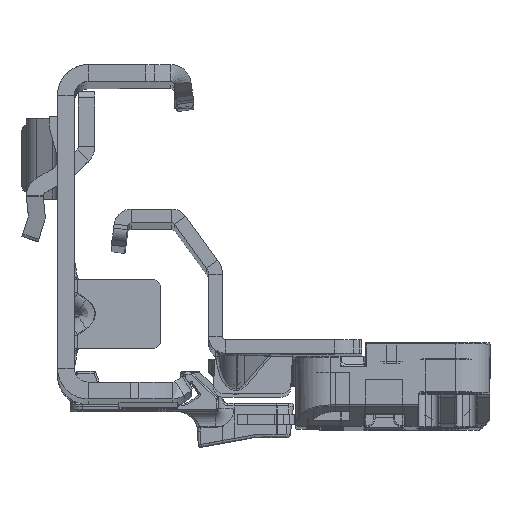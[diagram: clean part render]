
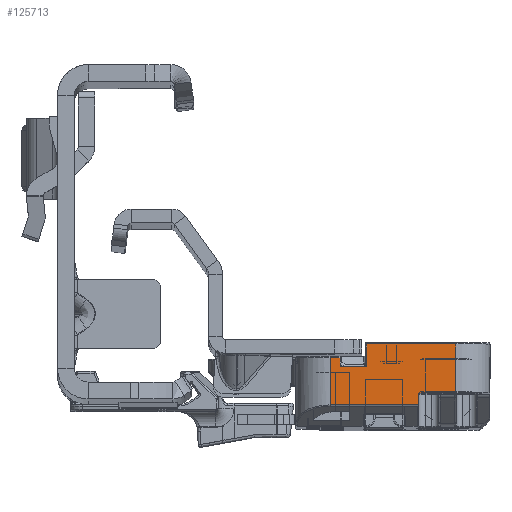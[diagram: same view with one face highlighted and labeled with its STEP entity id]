
A CAD part, top view. The second image highlights one B-rep face of the part: STEP entity #125713.
In plain terms, the highlighted face is planar.
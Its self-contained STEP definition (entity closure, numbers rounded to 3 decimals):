
#2288 = VERTEX_POINT ( 'NONE', #28362 ) ;
#2462 = CARTESIAN_POINT ( 'NONE',  ( -8.3, -5., -284.5 ) ) ;
#3201 = CARTESIAN_POINT ( 'NONE',  ( -8.273, -6.785, -284.5 ) ) ;
#3932 = EDGE_CURVE ( 'NONE', #96026, #80727, #43613, .T. ) ;
#4280 = LINE ( 'NONE', #43649, #66134 ) ;
#4370 = CARTESIAN_POINT ( 'NONE',  ( -8.273, -6.785, -284.5 ) ) ;
#6847 = LINE ( 'NONE', #123391, #66821 ) ;
#10405 = DIRECTION ( 'NONE',  ( 0., 1., 0. ) ) ;
#14442 = CARTESIAN_POINT ( 'NONE',  ( -8.3, -6.785, -284.5 ) ) ;
#18820 = CARTESIAN_POINT ( 'NONE',  ( -13.7, 2., -284.5 ) ) ;
#19285 = ORIENTED_EDGE ( 'NONE', *, *, #105382, .F. ) ;
#21967 = DIRECTION ( 'NONE',  ( 0., -1., 0. ) ) ;
#21994 = ORIENTED_EDGE ( 'NONE', *, *, #25367, .F. ) ;
#22981 = DIRECTION ( 'NONE',  ( 1., 0., 0. ) ) ;
#23007 = CARTESIAN_POINT ( 'NONE',  ( -0.75, -1.15, -284.5 ) ) ;
#25367 = EDGE_CURVE ( 'NONE', #112462, #97302, #109387, .T. ) ;
#26049 = CARTESIAN_POINT ( 'NONE',  ( 3.15, -1.15, -284.5 ) ) ;
#26245 = CARTESIAN_POINT ( 'NONE',  ( 4.6, 0.1, -284.5 ) ) ;
#27386 = CARTESIAN_POINT ( 'NONE',  ( -8.5, -5.2, -284.5 ) ) ;
#27957 = VECTOR ( 'NONE', #22981, 1000. ) ;
#28151 = CARTESIAN_POINT ( 'NONE',  ( -13.7, -5., -284.5 ) ) ;
#28362 = CARTESIAN_POINT ( 'NONE',  ( 3.15, 0.1, -284.5 ) ) ;
#29904 = ORIENTED_EDGE ( 'NONE', *, *, #51779, .T. ) ;
#31096 = VERTEX_POINT ( 'NONE', #63216 ) ;
#31556 = CARTESIAN_POINT ( 'NONE',  ( 19.8, 2.6, -284.5 ) ) ;
#32776 = DIRECTION ( 'NONE',  ( 1., 0., 0. ) ) ;
#33936 = ORIENTED_EDGE ( 'NONE', *, *, #99539, .T. ) ;
#33940 = VECTOR ( 'NONE', #21967, 1000. ) ;
#34154 = CARTESIAN_POINT ( 'NONE',  ( -8.291, -6.749, -284.5 ) ) ;
#34849 = VECTOR ( 'NONE', #60789, 1000. ) ;
#35060 = LINE ( 'NONE', #14442, #53336 ) ;
#38364 = DIRECTION ( 'NONE',  ( 1., 0., 0. ) ) ;
#38599 = EDGE_LOOP ( 'NONE', ( #47780, #107906, #66831, #19285, #123409, #29904, #109890, #58767, #21994, #55946, #59518, #33936 ) ) ;
#40609 = DIRECTION ( 'NONE',  ( 1., 0., 0. ) ) ;
#43613 = LINE ( 'NONE', #64229, #27957 ) ;
#43649 = CARTESIAN_POINT ( 'NONE',  ( -0.7, 2.1, -284.5 ) ) ;
#45123 = CARTESIAN_POINT ( 'NONE',  ( -13.7, 2.1, -284.5 ) ) ;
#45336 = CARTESIAN_POINT ( 'NONE',  ( 4.6, 0.1, -284.5 ) ) ;
#46006 = EDGE_CURVE ( 'NONE', #125493, #97302, #87869, .T. ) ;
#46686 = CARTESIAN_POINT ( 'NONE',  ( 3.15, 0.1, -284.5 ) ) ;
#46728 = DIRECTION ( 'NONE',  ( 0., 0., 1. ) ) ;
#46830 = VERTEX_POINT ( 'NONE', #4370 ) ;
#47780 = ORIENTED_EDGE ( 'NONE', *, *, #3932, .T. ) ;
#48907 = CARTESIAN_POINT ( 'NONE',  ( -8.5, -5., -284.5 ) ) ;
#49306 = VERTEX_POINT ( 'NONE', #78494 ) ;
#49851 = CARTESIAN_POINT ( 'NONE',  ( 4.6, -242.444, -284.5 ) ) ;
#51020 = CARTESIAN_POINT ( 'NONE',  ( -0.75, -0.9, -284.5 ) ) ;
#51779 = EDGE_CURVE ( 'NONE', #46830, #116951, #100655, .T. ) ;
#53336 = VECTOR ( 'NONE', #74377, 1000. ) ;
#53478 = VECTOR ( 'NONE', #32776, 1000. ) ;
#54712 = EDGE_CURVE ( 'NONE', #2288, #74826, #73990, .T. ) ;
#55946 = ORIENTED_EDGE ( 'NONE', *, *, #72964, .T. ) ;
#56506 = DIRECTION ( 'NONE',  ( 0., -1., 0. ) ) ;
#57205 = VECTOR ( 'NONE', #10405, 1000. ) ;
#58767 = ORIENTED_EDGE ( 'NONE', *, *, #46006, .T. ) ;
#59518 = ORIENTED_EDGE ( 'NONE', *, *, #88410, .T. ) ;
#59535 = LINE ( 'NONE', #49851, #34849 ) ;
#59944 = DIRECTION ( 'NONE',  ( 0., 0., 1. ) ) ;
#60789 = DIRECTION ( 'NONE',  ( 0., 1., 0. ) ) ;
#61923 = CARTESIAN_POINT ( 'NONE',  ( -8.3, -6.71, -284.5 ) ) ;
#61953 = LINE ( 'NONE', #51020, #33940 ) ;
#63216 = CARTESIAN_POINT ( 'NONE',  ( -0.75, 2.1, -284.5 ) ) ;
#63602 = CARTESIAN_POINT ( 'NONE',  ( -8.3, -6.669, -284.5 ) ) ;
#64229 = CARTESIAN_POINT ( 'NONE',  ( 19.8, -1.15, -284.5 ) ) ;
#66134 = VECTOR ( 'NONE', #102863, 1000. ) ;
#66821 = VECTOR ( 'NONE', #56506, 1000. ) ;
#66831 = ORIENTED_EDGE ( 'NONE', *, *, #54712, .T. ) ;
#71410 = VERTEX_POINT ( 'NONE', #45123 ) ;
#71568 = CARTESIAN_POINT ( 'NONE',  ( -8.3, -6.669, -284.5 ) ) ;
#72964 = EDGE_CURVE ( 'NONE', #112462, #71410, #106364, .T. ) ;
#73990 = LINE ( 'NONE', #26245, #76969 ) ;
#74377 = DIRECTION ( 'NONE',  ( -1., 0., 0. ) ) ;
#74826 = VERTEX_POINT ( 'NONE', #45336 ) ;
#76969 = VECTOR ( 'NONE', #112506, 1000. ) ;
#78494 = CARTESIAN_POINT ( 'NONE',  ( 4.6, -6.785, -284.5 ) ) ;
#80727 = VERTEX_POINT ( 'NONE', #26049 ) ;
#81195 = VECTOR ( 'NONE', #105257, 1000. ) ;
#87869 = CIRCLE ( 'NONE', #98111, 0.2 ) ;
#88410 = EDGE_CURVE ( 'NONE', #71410, #31096, #4280, .T. ) ;
#89556 = PLANE ( 'NONE',  #95399 ) ;
#93399 = EDGE_CURVE ( 'NONE', #125493, #116951, #6847, .T. ) ;
#95363 = CARTESIAN_POINT ( 'NONE',  ( -8.3, -5.2, -284.5 ) ) ;
#95399 = AXIS2_PLACEMENT_3D ( 'NONE', #31556, #59944, #40609 ) ;
#96026 = VERTEX_POINT ( 'NONE', #23007 ) ;
#96888 = LINE ( 'NONE', #46686, #81195 ) ;
#97302 = VERTEX_POINT ( 'NONE', #48907 ) ;
#98111 = AXIS2_PLACEMENT_3D ( 'NONE', #27386, #46728, #38364 ) ;
#98407 = EDGE_CURVE ( 'NONE', #49306, #46830, #35060, .T. ) ;
#99539 = EDGE_CURVE ( 'NONE', #31096, #96026, #61953, .T. ) ;
#100655 =( BOUNDED_CURVE ( )  B_SPLINE_CURVE ( 3, ( #3201, #34154, #61923, #71568 ),
 .UNSPECIFIED., .F., .T. ) 
 B_SPLINE_CURVE_WITH_KNOTS ( ( 4, 4 ),
 ( 1.047, 1.571 ),
 .UNSPECIFIED. ) 
 CURVE ( )  GEOMETRIC_REPRESENTATION_ITEM ( )  RATIONAL_B_SPLINE_CURVE ( ( 1., 0.977, 0.977, 1. ) ) 
 REPRESENTATION_ITEM ( '' )  );
#102863 = DIRECTION ( 'NONE',  ( 1., 0., 0. ) ) ;
#105257 = DIRECTION ( 'NONE',  ( 0., 1., 0. ) ) ;
#105382 = EDGE_CURVE ( 'NONE', #49306, #74826, #59535, .T. ) ;
#106364 = LINE ( 'NONE', #18820, #57205 ) ;
#107906 = ORIENTED_EDGE ( 'NONE', *, *, #126750, .T. ) ;
#108786 = FACE_OUTER_BOUND ( 'NONE', #38599, .T. ) ;
#109387 = LINE ( 'NONE', #2462, #53478 ) ;
#109890 = ORIENTED_EDGE ( 'NONE', *, *, #93399, .F. ) ;
#112462 = VERTEX_POINT ( 'NONE', #28151 ) ;
#112506 = DIRECTION ( 'NONE',  ( 1., 0., 0. ) ) ;
#116951 = VERTEX_POINT ( 'NONE', #63602 ) ;
#123391 = CARTESIAN_POINT ( 'NONE',  ( -8.3, 0., -284.5 ) ) ;
#123409 = ORIENTED_EDGE ( 'NONE', *, *, #98407, .T. ) ;
#125493 = VERTEX_POINT ( 'NONE', #95363 ) ;
#125713 = ADVANCED_FACE ( 'NONE', ( #108786 ), #89556, .F. ) ;
#126750 = EDGE_CURVE ( 'NONE', #80727, #2288, #96888, .T. ) ;
